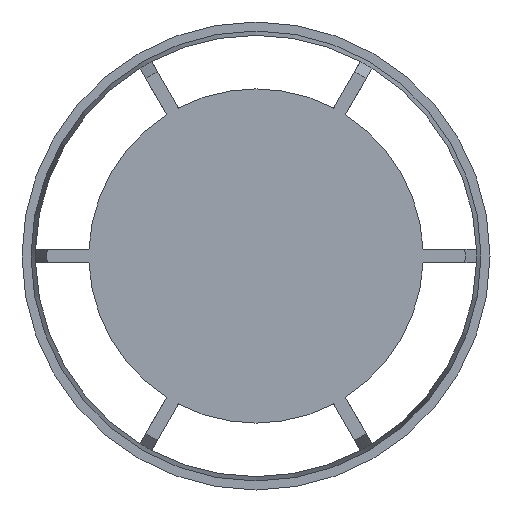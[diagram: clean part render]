
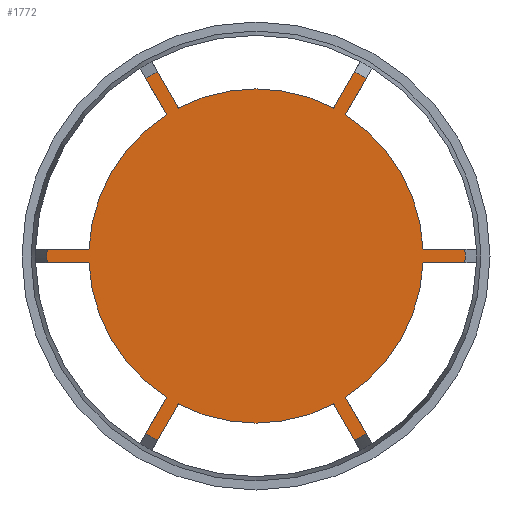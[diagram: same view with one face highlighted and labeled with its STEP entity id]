
A CAD part, front view. The second image highlights one B-rep face of the part: STEP entity #1772.
In plain terms, the highlighted planar face has unit normal (0, -1, 0).
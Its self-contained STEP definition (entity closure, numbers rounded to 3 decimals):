
#146=LINE('',#2805,#278);
#147=LINE('',#2810,#279);
#148=LINE('',#2814,#280);
#149=LINE('',#2818,#281);
#150=LINE('',#2822,#282);
#151=LINE('',#2826,#283);
#152=LINE('',#2830,#284);
#153=LINE('',#2834,#285);
#154=LINE('',#2838,#286);
#155=LINE('',#2842,#287);
#156=LINE('',#2846,#288);
#157=LINE('',#2850,#289);
#278=VECTOR('',#2229,1000.);
#279=VECTOR('',#2232,1000.);
#280=VECTOR('',#2235,1000.);
#281=VECTOR('',#2238,1000.);
#282=VECTOR('',#2241,1000.);
#283=VECTOR('',#2244,1000.);
#284=VECTOR('',#2247,1000.);
#285=VECTOR('',#2250,1000.);
#286=VECTOR('',#2253,1000.);
#287=VECTOR('',#2256,1000.);
#288=VECTOR('',#2259,1000.);
#289=VECTOR('',#2262,1000.);
#460=ORIENTED_EDGE('',*,*,#982,.F.);
#461=ORIENTED_EDGE('',*,*,#983,.F.);
#462=ORIENTED_EDGE('',*,*,#984,.F.);
#463=ORIENTED_EDGE('',*,*,#985,.T.);
#464=ORIENTED_EDGE('',*,*,#986,.F.);
#465=ORIENTED_EDGE('',*,*,#987,.F.);
#466=ORIENTED_EDGE('',*,*,#988,.F.);
#467=ORIENTED_EDGE('',*,*,#989,.T.);
#468=ORIENTED_EDGE('',*,*,#990,.F.);
#469=ORIENTED_EDGE('',*,*,#991,.F.);
#470=ORIENTED_EDGE('',*,*,#992,.F.);
#471=ORIENTED_EDGE('',*,*,#993,.T.);
#472=ORIENTED_EDGE('',*,*,#994,.F.);
#473=ORIENTED_EDGE('',*,*,#995,.F.);
#474=ORIENTED_EDGE('',*,*,#996,.F.);
#475=ORIENTED_EDGE('',*,*,#997,.T.);
#476=ORIENTED_EDGE('',*,*,#998,.F.);
#477=ORIENTED_EDGE('',*,*,#999,.F.);
#478=ORIENTED_EDGE('',*,*,#1000,.F.);
#479=ORIENTED_EDGE('',*,*,#1001,.T.);
#480=ORIENTED_EDGE('',*,*,#1002,.F.);
#481=ORIENTED_EDGE('',*,*,#1003,.F.);
#482=ORIENTED_EDGE('',*,*,#1004,.F.);
#483=ORIENTED_EDGE('',*,*,#1005,.T.);
#982=EDGE_CURVE('',#1234,#1235,#146,.T.);
#983=EDGE_CURVE('',#1236,#1234,#1378,.T.);
#984=EDGE_CURVE('',#1237,#1236,#147,.T.);
#985=EDGE_CURVE('',#1237,#1238,#1379,.T.);
#986=EDGE_CURVE('',#1239,#1238,#148,.T.);
#987=EDGE_CURVE('',#1240,#1239,#1380,.T.);
#988=EDGE_CURVE('',#1241,#1240,#149,.T.);
#989=EDGE_CURVE('',#1241,#1242,#1381,.T.);
#990=EDGE_CURVE('',#1243,#1242,#150,.T.);
#991=EDGE_CURVE('',#1244,#1243,#1382,.T.);
#992=EDGE_CURVE('',#1245,#1244,#151,.T.);
#993=EDGE_CURVE('',#1245,#1246,#1383,.T.);
#994=EDGE_CURVE('',#1247,#1246,#152,.T.);
#995=EDGE_CURVE('',#1248,#1247,#1384,.T.);
#996=EDGE_CURVE('',#1249,#1248,#153,.T.);
#997=EDGE_CURVE('',#1249,#1250,#1385,.T.);
#998=EDGE_CURVE('',#1251,#1250,#154,.T.);
#999=EDGE_CURVE('',#1252,#1251,#1386,.T.);
#1000=EDGE_CURVE('',#1253,#1252,#155,.T.);
#1001=EDGE_CURVE('',#1253,#1254,#1387,.T.);
#1002=EDGE_CURVE('',#1255,#1254,#156,.T.);
#1003=EDGE_CURVE('',#1256,#1255,#1388,.T.);
#1004=EDGE_CURVE('',#1257,#1256,#157,.T.);
#1005=EDGE_CURVE('',#1257,#1235,#1389,.T.);
#1234=VERTEX_POINT('',#2806);
#1235=VERTEX_POINT('',#2807);
#1236=VERTEX_POINT('',#2809);
#1237=VERTEX_POINT('',#2811);
#1238=VERTEX_POINT('',#2813);
#1239=VERTEX_POINT('',#2815);
#1240=VERTEX_POINT('',#2817);
#1241=VERTEX_POINT('',#2819);
#1242=VERTEX_POINT('',#2821);
#1243=VERTEX_POINT('',#2823);
#1244=VERTEX_POINT('',#2825);
#1245=VERTEX_POINT('',#2827);
#1246=VERTEX_POINT('',#2829);
#1247=VERTEX_POINT('',#2831);
#1248=VERTEX_POINT('',#2833);
#1249=VERTEX_POINT('',#2835);
#1250=VERTEX_POINT('',#2837);
#1251=VERTEX_POINT('',#2839);
#1252=VERTEX_POINT('',#2841);
#1253=VERTEX_POINT('',#2843);
#1254=VERTEX_POINT('',#2845);
#1255=VERTEX_POINT('',#2847);
#1256=VERTEX_POINT('',#2849);
#1257=VERTEX_POINT('',#2851);
#1378=CIRCLE('',#1918,31.268);
#1379=CIRCLE('',#1919,25.);
#1380=CIRCLE('',#1920,31.268);
#1381=CIRCLE('',#1921,25.);
#1382=CIRCLE('',#1922,31.268);
#1383=CIRCLE('',#1923,25.);
#1384=CIRCLE('',#1924,31.268);
#1385=CIRCLE('',#1925,25.);
#1386=CIRCLE('',#1926,31.268);
#1387=CIRCLE('',#1927,25.);
#1388=CIRCLE('',#1928,31.268);
#1389=CIRCLE('',#1929,25.);
#1476=EDGE_LOOP('',(#460,#461,#462,#463,#464,#465,#466,#467,#468,#469,#470,
#471,#472,#473,#474,#475,#476,#477,#478,#479,#480,#481,#482,#483));
#1602=FACE_BOUND('',#1476,.T.);
#1719=PLANE('',#1917);
#1772=ADVANCED_FACE('',(#1602),#1719,.F.);
#1917=AXIS2_PLACEMENT_3D('',#2804,#2227,#2228);
#1918=AXIS2_PLACEMENT_3D('',#2808,#2230,#2231);
#1919=AXIS2_PLACEMENT_3D('',#2812,#2233,#2234);
#1920=AXIS2_PLACEMENT_3D('',#2816,#2236,#2237);
#1921=AXIS2_PLACEMENT_3D('',#2820,#2239,#2240);
#1922=AXIS2_PLACEMENT_3D('',#2824,#2242,#2243);
#1923=AXIS2_PLACEMENT_3D('',#2828,#2245,#2246);
#1924=AXIS2_PLACEMENT_3D('',#2832,#2248,#2249);
#1925=AXIS2_PLACEMENT_3D('',#2836,#2251,#2252);
#1926=AXIS2_PLACEMENT_3D('',#2840,#2254,#2255);
#1927=AXIS2_PLACEMENT_3D('',#2844,#2257,#2258);
#1928=AXIS2_PLACEMENT_3D('',#2848,#2260,#2261);
#1929=AXIS2_PLACEMENT_3D('',#2852,#2263,#2264);
#2227=DIRECTION('',(0.,1.,0.));
#2228=DIRECTION('',(0.,0.,1.));
#2229=DIRECTION('',(0.5,0.,-0.866));
#2230=DIRECTION('',(0.,1.,0.));
#2231=DIRECTION('',(0.,0.,1.));
#2232=DIRECTION('',(-0.5,0.,0.866));
#2233=DIRECTION('',(0.,-1.,0.));
#2234=DIRECTION('',(0.,0.,-1.));
#2235=DIRECTION('',(1.,0.,0.));
#2236=DIRECTION('',(0.,1.,0.));
#2237=DIRECTION('',(0.,0.,1.));
#2238=DIRECTION('',(-1.,0.,0.));
#2239=DIRECTION('',(0.,-1.,0.));
#2240=DIRECTION('',(0.,0.,-1.));
#2241=DIRECTION('',(0.5,0.,0.866));
#2242=DIRECTION('',(0.,1.,0.));
#2243=DIRECTION('',(0.,0.,1.));
#2244=DIRECTION('',(-0.5,0.,-0.866));
#2245=DIRECTION('',(0.,-1.,0.));
#2246=DIRECTION('',(0.,0.,-1.));
#2247=DIRECTION('',(-0.5,0.,0.866));
#2248=DIRECTION('',(0.,1.,0.));
#2249=DIRECTION('',(0.,0.,1.));
#2250=DIRECTION('',(0.5,0.,-0.866));
#2251=DIRECTION('',(0.,-1.,0.));
#2252=DIRECTION('',(0.,0.,-1.));
#2253=DIRECTION('',(-1.,0.,0.));
#2254=DIRECTION('',(0.,1.,0.));
#2255=DIRECTION('',(0.,0.,1.));
#2256=DIRECTION('',(1.,0.,0.));
#2257=DIRECTION('',(0.,-1.,0.));
#2258=DIRECTION('',(0.,0.,-1.));
#2259=DIRECTION('',(-0.5,0.,-0.866));
#2260=DIRECTION('',(0.,1.,0.));
#2261=DIRECTION('',(0.,0.,1.));
#2262=DIRECTION('',(0.5,0.,0.866));
#2263=DIRECTION('',(0.,-1.,0.));
#2264=DIRECTION('',(0.,0.,-1.));
#2804=CARTESIAN_POINT('',(25.,0.,0.));
#2805=CARTESIAN_POINT('',(-15.626,0.,29.066));
#2806=CARTESIAN_POINT('',(-14.76,0.,27.565));
#2807=CARTESIAN_POINT('',(-11.624,0.,22.133));
#2808=CARTESIAN_POINT('',(0.,0.,0.));
#2809=CARTESIAN_POINT('',(-16.492,0.,26.565));
#2810=CARTESIAN_POINT('',(15.626,0.,-29.066));
#2811=CARTESIAN_POINT('',(-13.356,0.,21.133));
#2812=CARTESIAN_POINT('',(0.,0.,0.));
#2813=CARTESIAN_POINT('',(-24.98,0.,1.));
#2814=CARTESIAN_POINT('',(-32.985,0.,1.));
#2815=CARTESIAN_POINT('',(-31.252,0.,1.));
#2816=CARTESIAN_POINT('',(0.,0.,0.));
#2817=CARTESIAN_POINT('',(-31.252,0.,-1.));
#2818=CARTESIAN_POINT('',(32.985,0.,-1.));
#2819=CARTESIAN_POINT('',(-24.98,0.,-1.));
#2820=CARTESIAN_POINT('',(0.,0.,0.));
#2821=CARTESIAN_POINT('',(-13.356,0.,-21.133));
#2822=CARTESIAN_POINT('',(-17.358,0.,-28.066));
#2823=CARTESIAN_POINT('',(-16.492,0.,-26.565));
#2824=CARTESIAN_POINT('',(0.,0.,0.));
#2825=CARTESIAN_POINT('',(-14.76,0.,-27.565));
#2826=CARTESIAN_POINT('',(17.358,0.,28.066));
#2827=CARTESIAN_POINT('',(-11.624,0.,-22.133));
#2828=CARTESIAN_POINT('',(0.,0.,0.));
#2829=CARTESIAN_POINT('',(11.624,0.,-22.133));
#2830=CARTESIAN_POINT('',(15.626,0.,-29.066));
#2831=CARTESIAN_POINT('',(14.76,0.,-27.565));
#2832=CARTESIAN_POINT('',(0.,0.,0.));
#2833=CARTESIAN_POINT('',(16.492,0.,-26.565));
#2834=CARTESIAN_POINT('',(-15.626,0.,29.066));
#2835=CARTESIAN_POINT('',(13.356,0.,-21.133));
#2836=CARTESIAN_POINT('',(0.,0.,0.));
#2837=CARTESIAN_POINT('',(24.98,0.,-1.));
#2838=CARTESIAN_POINT('',(32.985,0.,-1.));
#2839=CARTESIAN_POINT('',(31.252,0.,-1.));
#2840=CARTESIAN_POINT('',(0.,0.,0.));
#2841=CARTESIAN_POINT('',(31.252,0.,1.));
#2842=CARTESIAN_POINT('',(-32.985,0.,1.));
#2843=CARTESIAN_POINT('',(24.98,0.,1.));
#2844=CARTESIAN_POINT('',(0.,0.,0.));
#2845=CARTESIAN_POINT('',(13.356,0.,21.133));
#2846=CARTESIAN_POINT('',(17.358,0.,28.066));
#2847=CARTESIAN_POINT('',(16.492,0.,26.565));
#2848=CARTESIAN_POINT('',(0.,0.,0.));
#2849=CARTESIAN_POINT('',(14.76,0.,27.565));
#2850=CARTESIAN_POINT('',(-17.358,0.,-28.066));
#2851=CARTESIAN_POINT('',(11.624,0.,22.133));
#2852=CARTESIAN_POINT('',(0.,0.,0.));
